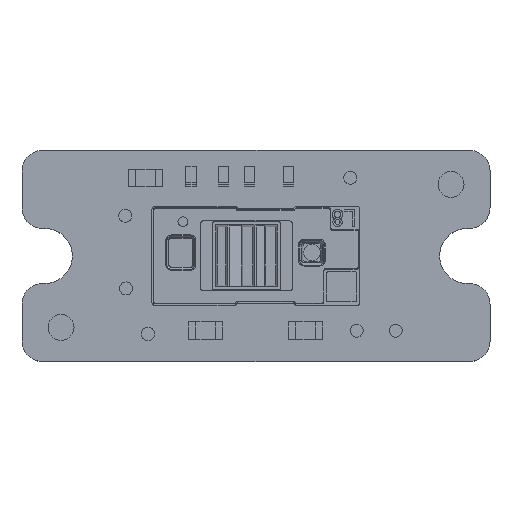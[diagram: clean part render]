
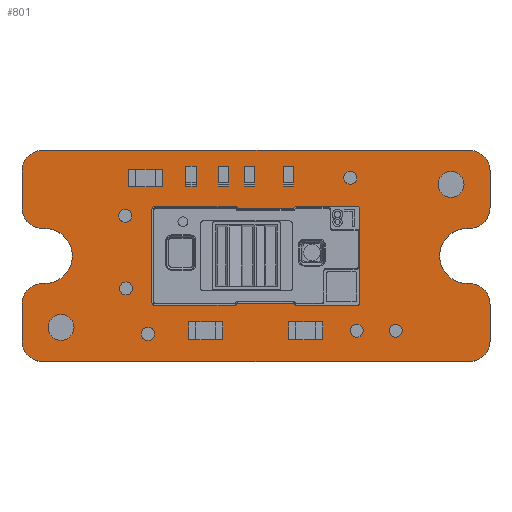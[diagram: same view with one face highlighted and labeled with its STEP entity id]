
A CAD part, top view. The second image highlights one B-rep face of the part: STEP entity #801.
In plain terms, the highlighted planar face has unit normal (0, 0, 1).
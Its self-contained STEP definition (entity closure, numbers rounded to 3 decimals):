
#140 = VERTEX_POINT('',#141);
#141 = CARTESIAN_POINT('',(-0.7,-2.615,0.996));
#147 = EDGE_CURVE('',#140,#148,#150,.T.);
#148 = VERTEX_POINT('',#149);
#149 = CARTESIAN_POINT('',(-0.7,-1.485,0.996));
#150 = LINE('',#151,#152);
#151 = CARTESIAN_POINT('',(-0.7,-2.615,0.996));
#152 = VECTOR('',#153,1.);
#153 = DIRECTION('',(0.,1.,0.));
#178 = EDGE_CURVE('',#148,#179,#181,.T.);
#179 = VERTEX_POINT('',#180);
#180 = CARTESIAN_POINT('',(-0.065,-0.85,0.996));
#181 = CIRCLE('',#182,0.635);
#182 = AXIS2_PLACEMENT_3D('',#183,#184,#185);
#183 = CARTESIAN_POINT('',(-0.065,-1.485,
    0.996));
#184 = DIRECTION('',(0.,0.,-1.));
#185 = DIRECTION('',(-1.,0.,0.));
#211 = EDGE_CURVE('',#179,#212,#214,.T.);
#212 = VERTEX_POINT('',#213);
#213 = CARTESIAN_POINT('',(0.,-0.85,0.996));
#214 = LINE('',#215,#216);
#215 = CARTESIAN_POINT('',(-0.065,-0.85,0.996));
#216 = VECTOR('',#217,1.);
#217 = DIRECTION('',(1.,0.,0.));
#242 = EDGE_CURVE('',#212,#243,#245,.T.);
#243 = VERTEX_POINT('',#244);
#244 = CARTESIAN_POINT('',(0.,0.85,0.996));
#245 = CIRCLE('',#246,0.85);
#246 = AXIS2_PLACEMENT_3D('',#247,#248,#249);
#247 = CARTESIAN_POINT('',(0.,0.,0.996));
#248 = DIRECTION('',(0.,-0.,1.));
#249 = DIRECTION('',(0.,-1.,-0.));
#275 = EDGE_CURVE('',#243,#276,#278,.T.);
#276 = VERTEX_POINT('',#277);
#277 = CARTESIAN_POINT('',(-0.065,0.85,0.996));
#278 = LINE('',#279,#280);
#279 = CARTESIAN_POINT('',(0.,0.85,0.996));
#280 = VECTOR('',#281,1.);
#281 = DIRECTION('',(-1.,0.,0.));
#306 = EDGE_CURVE('',#276,#307,#309,.T.);
#307 = VERTEX_POINT('',#308);
#308 = CARTESIAN_POINT('',(-0.7,1.485,0.996));
#309 = CIRCLE('',#310,0.635);
#310 = AXIS2_PLACEMENT_3D('',#311,#312,#313);
#311 = CARTESIAN_POINT('',(-0.065,1.485,0.996
    ));
#312 = DIRECTION('',(0.,0.,-1.));
#313 = DIRECTION('',(0.,-1.,-0.));
#339 = EDGE_CURVE('',#307,#340,#342,.T.);
#340 = VERTEX_POINT('',#341);
#341 = CARTESIAN_POINT('',(-0.7,2.615,0.996));
#342 = LINE('',#343,#344);
#343 = CARTESIAN_POINT('',(-0.7,1.485,0.996));
#344 = VECTOR('',#345,1.);
#345 = DIRECTION('',(0.,1.,0.));
#370 = EDGE_CURVE('',#340,#371,#373,.T.);
#371 = VERTEX_POINT('',#372);
#372 = CARTESIAN_POINT('',(-0.065,3.25,0.996));
#373 = CIRCLE('',#374,0.635);
#374 = AXIS2_PLACEMENT_3D('',#375,#376,#377);
#375 = CARTESIAN_POINT('',(-0.065,2.615,0.996
    ));
#376 = DIRECTION('',(0.,0.,-1.));
#377 = DIRECTION('',(-1.,0.,0.));
#403 = EDGE_CURVE('',#371,#404,#406,.T.);
#404 = VERTEX_POINT('',#405);
#405 = CARTESIAN_POINT('',(13.065,3.25,0.996));
#406 = LINE('',#407,#408);
#407 = CARTESIAN_POINT('',(-0.065,3.25,0.996));
#408 = VECTOR('',#409,1.);
#409 = DIRECTION('',(1.,0.,0.));
#434 = EDGE_CURVE('',#404,#435,#437,.T.);
#435 = VERTEX_POINT('',#436);
#436 = CARTESIAN_POINT('',(13.7,2.615,0.996));
#437 = CIRCLE('',#438,0.635);
#438 = AXIS2_PLACEMENT_3D('',#439,#440,#441);
#439 = CARTESIAN_POINT('',(13.065,2.615,0.996));
#440 = DIRECTION('',(0.,0.,-1.));
#441 = DIRECTION('',(0.,1.,0.));
#467 = EDGE_CURVE('',#435,#468,#470,.T.);
#468 = VERTEX_POINT('',#469);
#469 = CARTESIAN_POINT('',(13.7,1.485,0.996));
#470 = LINE('',#471,#472);
#471 = CARTESIAN_POINT('',(13.7,2.615,0.996));
#472 = VECTOR('',#473,1.);
#473 = DIRECTION('',(0.,-1.,0.));
#498 = EDGE_CURVE('',#468,#499,#501,.T.);
#499 = VERTEX_POINT('',#500);
#500 = CARTESIAN_POINT('',(13.065,0.85,0.996));
#501 = CIRCLE('',#502,0.635);
#502 = AXIS2_PLACEMENT_3D('',#503,#504,#505);
#503 = CARTESIAN_POINT('',(13.065,1.485,0.996));
#504 = DIRECTION('',(0.,0.,-1.));
#505 = DIRECTION('',(1.,0.,0.));
#531 = EDGE_CURVE('',#499,#532,#534,.T.);
#532 = VERTEX_POINT('',#533);
#533 = CARTESIAN_POINT('',(13.,0.85,0.996));
#534 = LINE('',#535,#536);
#535 = CARTESIAN_POINT('',(13.065,0.85,0.996));
#536 = VECTOR('',#537,1.);
#537 = DIRECTION('',(-1.,0.,0.));
#562 = EDGE_CURVE('',#532,#563,#565,.T.);
#563 = VERTEX_POINT('',#564);
#564 = CARTESIAN_POINT('',(13.,-0.85,0.996));
#565 = CIRCLE('',#566,0.85);
#566 = AXIS2_PLACEMENT_3D('',#567,#568,#569);
#567 = CARTESIAN_POINT('',(13.,0.,0.996));
#568 = DIRECTION('',(0.,-0.,1.));
#569 = DIRECTION('',(0.,1.,0.));
#595 = EDGE_CURVE('',#563,#596,#598,.T.);
#596 = VERTEX_POINT('',#597);
#597 = CARTESIAN_POINT('',(13.065,-0.85,0.996));
#598 = LINE('',#599,#600);
#599 = CARTESIAN_POINT('',(13.,-0.85,0.996));
#600 = VECTOR('',#601,1.);
#601 = DIRECTION('',(1.,0.,0.));
#626 = EDGE_CURVE('',#596,#627,#629,.T.);
#627 = VERTEX_POINT('',#628);
#628 = CARTESIAN_POINT('',(13.7,-1.485,0.996));
#629 = CIRCLE('',#630,0.635);
#630 = AXIS2_PLACEMENT_3D('',#631,#632,#633);
#631 = CARTESIAN_POINT('',(13.065,-1.485,0.996));
#632 = DIRECTION('',(0.,0.,-1.));
#633 = DIRECTION('',(0.,1.,0.));
#659 = EDGE_CURVE('',#627,#660,#662,.T.);
#660 = VERTEX_POINT('',#661);
#661 = CARTESIAN_POINT('',(13.7,-2.615,0.996));
#662 = LINE('',#663,#664);
#663 = CARTESIAN_POINT('',(13.7,-1.485,0.996));
#664 = VECTOR('',#665,1.);
#665 = DIRECTION('',(0.,-1.,0.));
#690 = EDGE_CURVE('',#660,#691,#693,.T.);
#691 = VERTEX_POINT('',#692);
#692 = CARTESIAN_POINT('',(13.065,-3.25,0.996));
#693 = CIRCLE('',#694,0.635);
#694 = AXIS2_PLACEMENT_3D('',#695,#696,#697);
#695 = CARTESIAN_POINT('',(13.065,-2.615,0.996));
#696 = DIRECTION('',(0.,0.,-1.));
#697 = DIRECTION('',(1.,0.,0.));
#723 = EDGE_CURVE('',#691,#724,#726,.T.);
#724 = VERTEX_POINT('',#725);
#725 = CARTESIAN_POINT('',(-0.065,-3.25,0.996));
#726 = LINE('',#727,#728);
#727 = CARTESIAN_POINT('',(13.065,-3.25,0.996));
#728 = VECTOR('',#729,1.);
#729 = DIRECTION('',(-1.,0.,0.));
#754 = EDGE_CURVE('',#724,#140,#755,.T.);
#755 = CIRCLE('',#756,0.635);
#756 = AXIS2_PLACEMENT_3D('',#757,#758,#759);
#757 = CARTESIAN_POINT('',(-0.065,-2.615,
    0.996));
#758 = DIRECTION('',(0.,0.,-1.));
#759 = DIRECTION('',(0.,-1.,-0.));
#801 = ADVANCED_FACE('',(#802),#824,.F.);
#802 = FACE_BOUND('',#803,.F.);
#803 = EDGE_LOOP('',(#804,#805,#806,#807,#808,#809,#810,#811,#812,#813,
    #814,#815,#816,#817,#818,#819,#820,#821,#822,#823));
#804 = ORIENTED_EDGE('',*,*,#147,.T.);
#805 = ORIENTED_EDGE('',*,*,#178,.T.);
#806 = ORIENTED_EDGE('',*,*,#211,.T.);
#807 = ORIENTED_EDGE('',*,*,#242,.T.);
#808 = ORIENTED_EDGE('',*,*,#275,.T.);
#809 = ORIENTED_EDGE('',*,*,#306,.T.);
#810 = ORIENTED_EDGE('',*,*,#339,.T.);
#811 = ORIENTED_EDGE('',*,*,#370,.T.);
#812 = ORIENTED_EDGE('',*,*,#403,.T.);
#813 = ORIENTED_EDGE('',*,*,#434,.T.);
#814 = ORIENTED_EDGE('',*,*,#467,.T.);
#815 = ORIENTED_EDGE('',*,*,#498,.T.);
#816 = ORIENTED_EDGE('',*,*,#531,.T.);
#817 = ORIENTED_EDGE('',*,*,#562,.T.);
#818 = ORIENTED_EDGE('',*,*,#595,.T.);
#819 = ORIENTED_EDGE('',*,*,#626,.T.);
#820 = ORIENTED_EDGE('',*,*,#659,.T.);
#821 = ORIENTED_EDGE('',*,*,#690,.T.);
#822 = ORIENTED_EDGE('',*,*,#723,.T.);
#823 = ORIENTED_EDGE('',*,*,#754,.T.);
#824 = PLANE('',#825);
#825 = AXIS2_PLACEMENT_3D('',#826,#827,#828);
#826 = CARTESIAN_POINT('',(6.5,0.,0.996));
#827 = DIRECTION('',(-0.,-0.,-1.));
#828 = DIRECTION('',(-1.,0.,0.));
